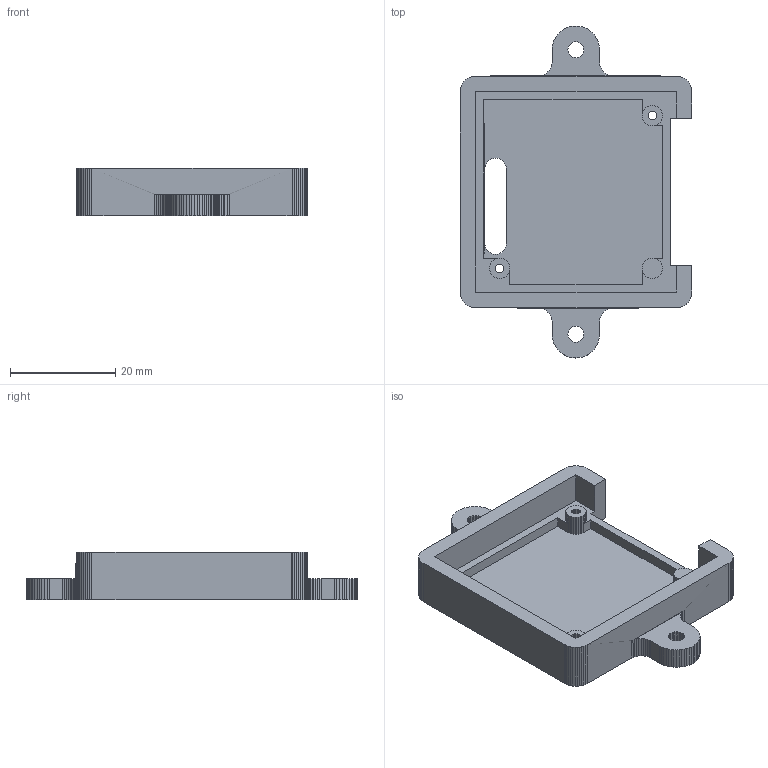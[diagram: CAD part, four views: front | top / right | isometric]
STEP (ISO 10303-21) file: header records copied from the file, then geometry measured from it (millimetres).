
FILE_DESCRIPTION(/* description */ (''),/* implementation_level */ '2;1');
FILE_NAME(/* name */ 'STED7F',/* time_stamp */ '2021-12-02T12:17:38+01:00',/* author */ (''),/* organization */ (''),/* preprocessor_version */ 'ST-DEVELOPER v16.5',/* originating_system */ '',/* authorisation */ '');
FILE_SCHEMA (('CONFIG_CONTROL_DESIGN'));
Length unit declared in the file: millimetre
Products named in the file (1): Document
Bounding box: 44 x 63.02 x 9 mm (x, y, z)
Surface area: 6544.3 mm2 (no closed solid volume)
Topology: 0 solids, 1 shells, 548 faces, 1525 edges, 974 vertices
Faces by surface type: plane 548
Entity records: 15028 total; most frequent: CARTESIAN_POINT 4574, ORIENTED_EDGE 3030, EDGE_CURVE 1525, B_SPLINE_CURVE_WITH_KNOTS 1525, VERTEX_POINT 974, EDGE_LOOP 558, DIRECTION 552, AXIS2_PLACEMENT_3D 550
